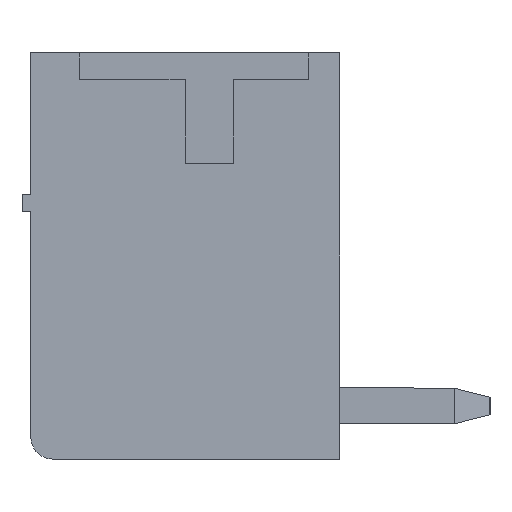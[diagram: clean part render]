
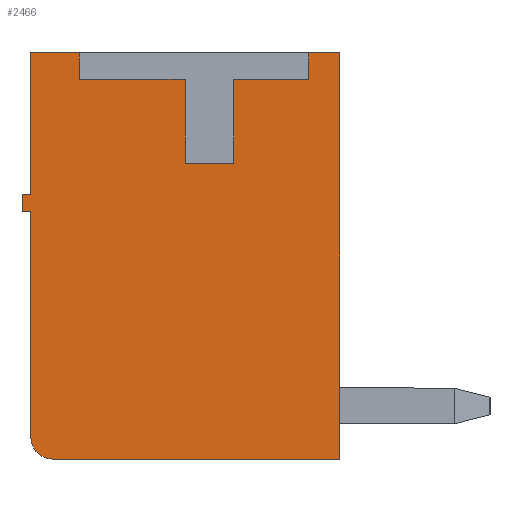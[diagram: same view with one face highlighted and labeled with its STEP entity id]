
A CAD part, left-side view. The second image highlights one B-rep face of the part: STEP entity #2466.
In plain terms, the highlighted planar face has unit normal (-1, 0, 0).
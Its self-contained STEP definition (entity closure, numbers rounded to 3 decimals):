
#40 = ORIENTED_EDGE ( 'NONE', *, *, #16602, .T. ) ;
#310 = DIRECTION ( 'NONE',  ( -1., 0., 0. ) ) ;
#768 = ORIENTED_EDGE ( 'NONE', *, *, #23171, .T. ) ;
#792 = DIRECTION ( 'NONE',  ( 0., 0., -1. ) ) ;
#839 = ORIENTED_EDGE ( 'NONE', *, *, #27327, .T. ) ;
#1082 = CARTESIAN_POINT ( 'NONE',  ( 0., 9.7, 5.7 ) ) ;
#1249 = VECTOR ( 'NONE', #13608, 1000. ) ;
#1273 = LINE ( 'NONE', #25300, #5701 ) ;
#1456 = EDGE_CURVE ( 'NONE', #12084, #22904, #19322, .T. ) ;
#1550 = ORIENTED_EDGE ( 'NONE', *, *, #18560, .F. ) ;
#2173 = EDGE_CURVE ( 'NONE', #10266, #25715, #8955, .T. ) ;
#2385 = DIRECTION ( 'NONE',  ( 1., 0., 0. ) ) ;
#2466 = ADVANCED_FACE ( 'NONE', ( #17423 ), #26216, .T. ) ;
#2526 = DIRECTION ( 'NONE',  ( 0., 1., 0. ) ) ;
#2729 = VECTOR ( 'NONE', #27789, 1000. ) ;
#2886 = ORIENTED_EDGE ( 'NONE', *, *, #27573, .T. ) ;
#3142 = LINE ( 'NONE', #14473, #22408 ) ;
#3229 = CARTESIAN_POINT ( 'NONE',  ( 0., 9.9, 2.1 ) ) ;
#3285 = VERTEX_POINT ( 'NONE', #19268 ) ;
#3947 = VERTEX_POINT ( 'NONE', #8686 ) ;
#4182 = DIRECTION ( 'NONE',  ( 0., 0., 1. ) ) ;
#4364 = ORIENTED_EDGE ( 'NONE', *, *, #8668, .T. ) ;
#5287 = ORIENTED_EDGE ( 'NONE', *, *, #2173, .F. ) ;
#5597 = EDGE_LOOP ( 'NONE', ( #5287, #20087, #4364, #6130, #15953, #40, #2886, #10540, #19367, #17949, #1550, #11891, #26457, #768, #16012, #9015, #839 ) ) ;
#5604 = VECTOR ( 'NONE', #4182, 1000. ) ;
#5608 = DIRECTION ( 'NONE',  ( 0., 0., -1. ) ) ;
#5701 = VECTOR ( 'NONE', #5608, 1000. ) ;
#5824 = CARTESIAN_POINT ( 'NONE',  ( 0., 9.7, 2.1 ) ) ;
#6130 = ORIENTED_EDGE ( 'NONE', *, *, #8957, .F. ) ;
#6526 = CARTESIAN_POINT ( 'NONE',  ( 0., 9.7, -3. ) ) ;
#6540 = CARTESIAN_POINT ( 'NONE',  ( 0., 18.7, 8.829 ) ) ;
#6789 = CARTESIAN_POINT ( 'NONE',  ( 0., 9.7, 5.7 ) ) ;
#7312 = CARTESIAN_POINT ( 'NONE',  ( 0., 6.205, 3.2 ) ) ;
#7834 = VERTEX_POINT ( 'NONE', #9781 ) ;
#7896 = CARTESIAN_POINT ( 'NONE',  ( 0., 3.405, 5.7 ) ) ;
#8504 = VECTOR ( 'NONE', #16465, 1000. ) ;
#8599 = EDGE_CURVE ( 'NONE', #22251, #18141, #10246, .T. ) ;
#8668 = EDGE_CURVE ( 'NONE', #24819, #3285, #14658, .T. ) ;
#8686 = CARTESIAN_POINT ( 'NONE',  ( 0., 8.605, 5.1 ) ) ;
#8879 = CARTESIAN_POINT ( 'NONE',  ( 0., 9.7, 2.5 ) ) ;
#8955 = CIRCLE ( 'NONE', #11724, 0.5 ) ;
#8957 = EDGE_CURVE ( 'NONE', #24337, #3285, #27697, .T. ) ;
#8961 = EDGE_CURVE ( 'NONE', #15997, #28124, #21102, .T. ) ;
#9015 = ORIENTED_EDGE ( 'NONE', *, *, #8599, .T. ) ;
#9781 = CARTESIAN_POINT ( 'NONE',  ( 0., 5.105, 5.1 ) ) ;
#9937 = CARTESIAN_POINT ( 'NONE',  ( 0., 9.7, 2.5 ) ) ;
#10099 = VECTOR ( 'NONE', #16790, 1000. ) ;
#10246 = LINE ( 'NONE', #14518, #23956 ) ;
#10266 = VERTEX_POINT ( 'NONE', #17553 ) ;
#10526 = CARTESIAN_POINT ( 'NONE',  ( 0., 6.205, 5.1 ) ) ;
#10540 = ORIENTED_EDGE ( 'NONE', *, *, #17743, .T. ) ;
#11158 = EDGE_CURVE ( 'NONE', #24819, #10266, #12462, .T. ) ;
#11235 = CARTESIAN_POINT ( 'NONE',  ( 0., 2.7, -3.5 ) ) ;
#11724 = AXIS2_PLACEMENT_3D ( 'NONE', #15594, #2385, #26250 ) ;
#11891 = ORIENTED_EDGE ( 'NONE', *, *, #8961, .F. ) ;
#12084 = VERTEX_POINT ( 'NONE', #7312 ) ;
#12462 = LINE ( 'NONE', #25824, #8504 ) ;
#12813 = VECTOR ( 'NONE', #792, 1000. ) ;
#13001 = LINE ( 'NONE', #13136, #20083 ) ;
#13097 = CARTESIAN_POINT ( 'NONE',  ( 0., 2.7, -3.5 ) ) ;
#13136 = CARTESIAN_POINT ( 'NONE',  ( 0., 3.405, 5.1 ) ) ;
#13608 = DIRECTION ( 'NONE',  ( 0., 1., 0. ) ) ;
#13874 = VECTOR ( 'NONE', #16636, 1000. ) ;
#14473 = CARTESIAN_POINT ( 'NONE',  ( 0., 8.605, 5.7 ) ) ;
#14518 = CARTESIAN_POINT ( 'NONE',  ( 0., 9.9, 2.1 ) ) ;
#14658 = LINE ( 'NONE', #11235, #5604 ) ;
#14842 = DIRECTION ( 'NONE',  ( 0., 0., 1. ) ) ;
#15450 = LINE ( 'NONE', #24668, #1249 ) ;
#15594 = CARTESIAN_POINT ( 'NONE',  ( 0., 9.2, -3. ) ) ;
#15953 = ORIENTED_EDGE ( 'NONE', *, *, #22070, .T. ) ;
#15997 = VERTEX_POINT ( 'NONE', #6789 ) ;
#16012 = ORIENTED_EDGE ( 'NONE', *, *, #24052, .T. ) ;
#16398 = DIRECTION ( 'NONE',  ( 0., 0., -1. ) ) ;
#16465 = DIRECTION ( 'NONE',  ( 0., 1., 0. ) ) ;
#16518 = VECTOR ( 'NONE', #17085, 1000. ) ;
#16602 = EDGE_CURVE ( 'NONE', #27791, #7834, #13001, .T. ) ;
#16636 = DIRECTION ( 'NONE',  ( 0., -1., 0. ) ) ;
#16679 = LINE ( 'NONE', #21004, #17511 ) ;
#16790 = DIRECTION ( 'NONE',  ( 0., 0., -1. ) ) ;
#16910 = DIRECTION ( 'NONE',  ( 0., 0., -1. ) ) ;
#17055 = CARTESIAN_POINT ( 'NONE',  ( 0., 9.7, 5.7 ) ) ;
#17085 = DIRECTION ( 'NONE',  ( 0., 1., 0. ) ) ;
#17137 = LINE ( 'NONE', #5824, #2729 ) ;
#17423 = FACE_OUTER_BOUND ( 'NONE', #5597, .T. ) ;
#17511 = VECTOR ( 'NONE', #16398, 1000. ) ;
#17553 = CARTESIAN_POINT ( 'NONE',  ( 0., 9.2, -3.5 ) ) ;
#17571 = DIRECTION ( 'NONE',  ( 0., 1., 0. ) ) ;
#17740 = LINE ( 'NONE', #8879, #20353 ) ;
#17743 = EDGE_CURVE ( 'NONE', #23812, #12084, #15450, .T. ) ;
#17949 = ORIENTED_EDGE ( 'NONE', *, *, #19789, .T. ) ;
#18141 = VERTEX_POINT ( 'NONE', #27725 ) ;
#18208 = CARTESIAN_POINT ( 'NONE',  ( 0., 6.205, 5.1 ) ) ;
#18214 = CARTESIAN_POINT ( 'NONE',  ( 0., 3.405, 5.7 ) ) ;
#18337 = CARTESIAN_POINT ( 'NONE',  ( 0., 9.9, 2.5 ) ) ;
#18342 = LINE ( 'NONE', #1082, #12813 ) ;
#18560 = EDGE_CURVE ( 'NONE', #28124, #3947, #3142, .T. ) ;
#19069 = CARTESIAN_POINT ( 'NONE',  ( 0., 8.605, 5.7 ) ) ;
#19268 = CARTESIAN_POINT ( 'NONE',  ( 0., 2.7, 5.7 ) ) ;
#19322 = LINE ( 'NONE', #25936, #24501 ) ;
#19367 = ORIENTED_EDGE ( 'NONE', *, *, #1456, .T. ) ;
#19789 = EDGE_CURVE ( 'NONE', #22904, #3947, #25884, .T. ) ;
#20083 = VECTOR ( 'NONE', #17571, 1000. ) ;
#20087 = ORIENTED_EDGE ( 'NONE', *, *, #11158, .F. ) ;
#20353 = VECTOR ( 'NONE', #2526, 1000. ) ;
#20432 = VERTEX_POINT ( 'NONE', #18337 ) ;
#21004 = CARTESIAN_POINT ( 'NONE',  ( 0., 3.405, 5.7 ) ) ;
#21102 = LINE ( 'NONE', #17055, #13874 ) ;
#21537 = CARTESIAN_POINT ( 'NONE',  ( 0., 3.405, 5.1 ) ) ;
#22070 = EDGE_CURVE ( 'NONE', #24337, #27791, #16679, .T. ) ;
#22251 = VERTEX_POINT ( 'NONE', #3229 ) ;
#22408 = VECTOR ( 'NONE', #16910, 1000. ) ;
#22904 = VERTEX_POINT ( 'NONE', #18208 ) ;
#23160 = CARTESIAN_POINT ( 'NONE',  ( 0., 5.105, 3.2 ) ) ;
#23171 = EDGE_CURVE ( 'NONE', #27599, #20432, #17740, .T. ) ;
#23812 = VERTEX_POINT ( 'NONE', #23160 ) ;
#23956 = VECTOR ( 'NONE', #27589, 1000. ) ;
#24052 = EDGE_CURVE ( 'NONE', #20432, #22251, #1273, .T. ) ;
#24057 = DIRECTION ( 'NONE',  ( 0., 0., -1. ) ) ;
#24337 = VERTEX_POINT ( 'NONE', #18214 ) ;
#24501 = VECTOR ( 'NONE', #14842, 1000. ) ;
#24668 = CARTESIAN_POINT ( 'NONE',  ( 0., 5.105, 3.2 ) ) ;
#24819 = VERTEX_POINT ( 'NONE', #13097 ) ;
#25017 = AXIS2_PLACEMENT_3D ( 'NONE', #6540, #310, #24057 ) ;
#25282 = DIRECTION ( 'NONE',  ( 0., -1., 0. ) ) ;
#25300 = CARTESIAN_POINT ( 'NONE',  ( 0., 9.9, 2.5 ) ) ;
#25436 = CARTESIAN_POINT ( 'NONE',  ( 0., 5.105, 5.1 ) ) ;
#25608 = EDGE_CURVE ( 'NONE', #15997, #27599, #18342, .T. ) ;
#25715 = VERTEX_POINT ( 'NONE', #6526 ) ;
#25824 = CARTESIAN_POINT ( 'NONE',  ( 0., 2.7, -3.5 ) ) ;
#25884 = LINE ( 'NONE', #10526, #16518 ) ;
#25936 = CARTESIAN_POINT ( 'NONE',  ( 0., 6.205, 3.2 ) ) ;
#26216 = PLANE ( 'NONE',  #25017 ) ;
#26250 = DIRECTION ( 'NONE',  ( 0., 0., -1. ) ) ;
#26457 = ORIENTED_EDGE ( 'NONE', *, *, #25608, .T. ) ;
#27289 = LINE ( 'NONE', #25436, #10099 ) ;
#27327 = EDGE_CURVE ( 'NONE', #18141, #25715, #17137, .T. ) ;
#27573 = EDGE_CURVE ( 'NONE', #7834, #23812, #27289, .T. ) ;
#27589 = DIRECTION ( 'NONE',  ( 0., -1., 0. ) ) ;
#27599 = VERTEX_POINT ( 'NONE', #9937 ) ;
#27697 = LINE ( 'NONE', #7896, #28098 ) ;
#27725 = CARTESIAN_POINT ( 'NONE',  ( 0., 9.7, 2.1 ) ) ;
#27789 = DIRECTION ( 'NONE',  ( 0., 0., -1. ) ) ;
#27791 = VERTEX_POINT ( 'NONE', #21537 ) ;
#28098 = VECTOR ( 'NONE', #25282, 1000. ) ;
#28124 = VERTEX_POINT ( 'NONE', #19069 ) ;
